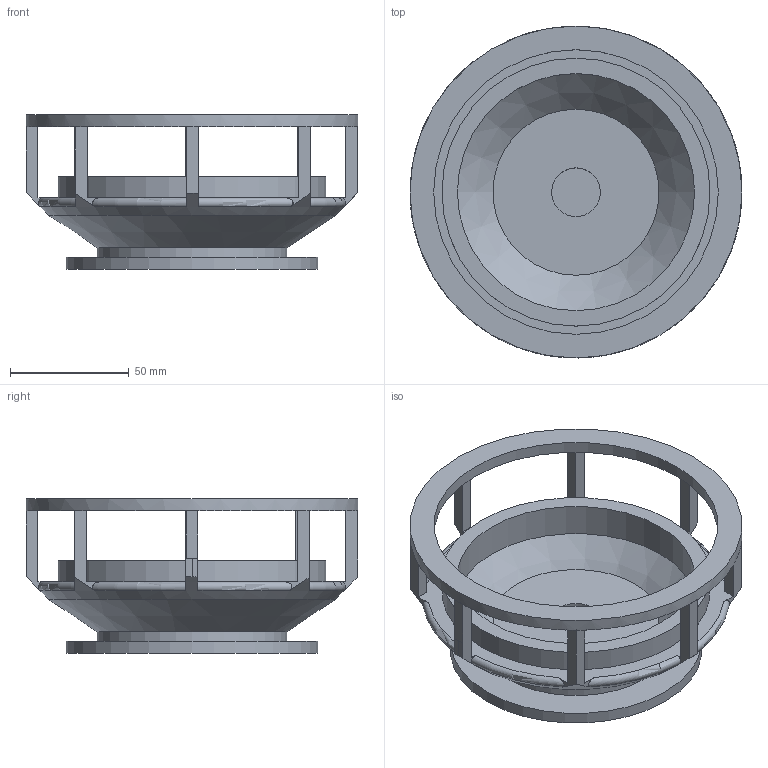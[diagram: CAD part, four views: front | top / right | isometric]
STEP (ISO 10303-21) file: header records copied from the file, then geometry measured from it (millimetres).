
FILE_DESCRIPTION(/* description */ (''),/* implementation_level */ '2;1');
FILE_NAME(/* name */ 'Basket v10 v6.step',/* time_stamp */ '2025-11-27T14:37:20+01:00',/* author */ (''),/* organization */ (''),/* preprocessor_version */ 'ST-DEVELOPER v20.1',/* originating_system */ 'Autodesk Translation Framework v14.17.0.0',/* authorisation */ '');
FILE_SCHEMA (('AUTOMOTIVE_DESIGN { 1 0 10303 214 3 1 1 }'));
Length unit declared in the file: millimetre
Products named in the file (1): Basket v10
Bounding box: 140 x 140 x 65 mm (x, y, z)
Volume: 209849.1 mm3; surface area: 68293.8 mm2
Topology: 1 solids, 1 shells, 63 faces, 205 edges, 140 vertices
Faces by surface type: plane 42, cylinder 9, torus 8, cone 4
Full cylindrical faces by diameter (mm): 20.5 x1, 70 x1, 80 x1, 100 x1, 106 x1, 113 x1, 120 x1, 140 x1
Entity records: 2527 total; most frequent: CARTESIAN_POINT 736, ORIENTED_EDGE 410, DIRECTION 328, EDGE_CURVE 205, VERTEX_POINT 140, AXIS2_PLACEMENT_3D 110, LINE 108, VECTOR 108
